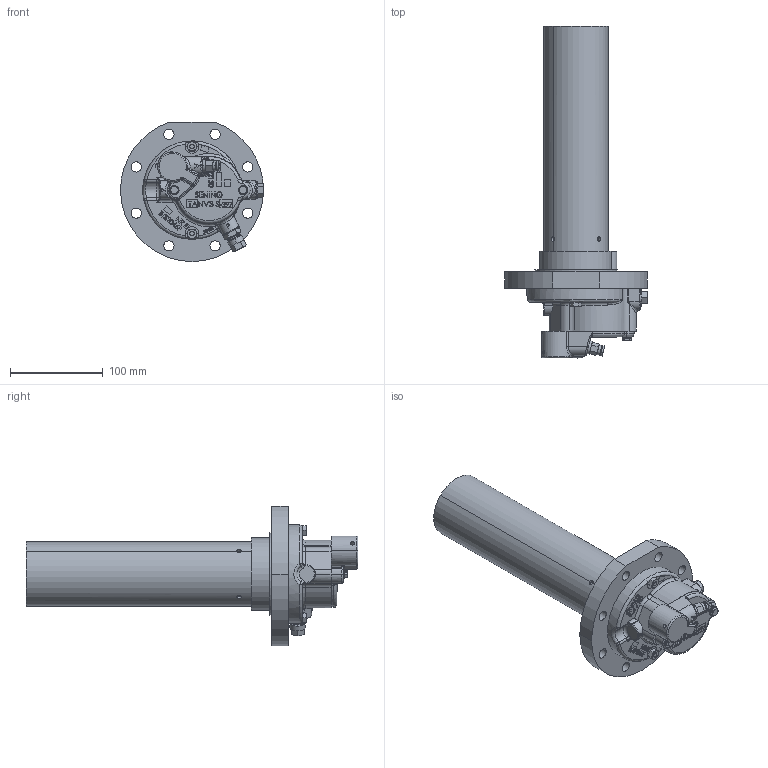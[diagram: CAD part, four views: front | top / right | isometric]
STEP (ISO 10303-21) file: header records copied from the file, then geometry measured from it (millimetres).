
FILE_DESCRIPTION (( 'STEP AP214' ), '1' );
FILE_NAME ('TANV-3S-..._20320.STEP', '2014-05-19T11:17:50', ( 'Admin2' ), ( '' ), 'SwSTEP 2.0', 'SolidWorks 2010', '' );
FILE_SCHEMA (( 'AUTOMOTIVE_DESIGN' ));
Length unit declared in the file: millimetre
Products named in the file (1): TANV-3S-..._20320
Bounding box: 154 x 357.5 x 149.83 mm (x, y, z)
Surface area: 204978.5 mm2 (no closed solid volume)
Topology: 0 solids, 29 shells, 707 faces, 2693 edges, 1917 vertices
Faces by surface type: plane 315, cylinder 183, bspline 121, cone 51, torus 29, sphere 8
Entity records: 48194 total; most frequent: CARTESIAN_POINT 19903, ORIENTED_EDGE 4052, DIRECTION 3621, EDGE_CURVE 2681, VERTEX_POINT 1917, VECTOR 1365, LINE 1365, AXIS2_PLACEMENT_3D 1128
